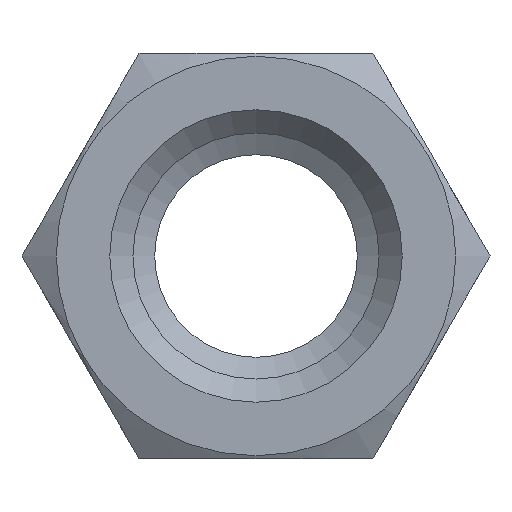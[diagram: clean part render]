
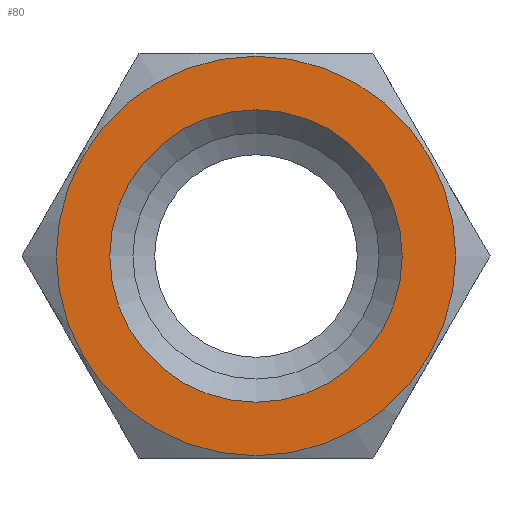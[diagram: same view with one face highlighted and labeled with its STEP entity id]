
A CAD part, front view. The second image highlights one B-rep face of the part: STEP entity #80.
In plain terms, the highlighted planar face has unit normal (0, -1, 0).
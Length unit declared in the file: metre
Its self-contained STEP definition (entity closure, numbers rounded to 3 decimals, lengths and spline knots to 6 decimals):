
#80 = ADVANCED_FACE( 'NONE', ( #174, #175 ), #176, .T. );
#174 = FACE_OUTER_BOUND( '', #279, .T. );
#175 = FACE_BOUND( '', #280, .T. );
#176 = PLANE( '', #281 );
#279 = EDGE_LOOP( '', ( #434 ) );
#280 = EDGE_LOOP( '', ( #435 ) );
#281 = AXIS2_PLACEMENT_3D( '', #436, #437, #438 );
#434 = ORIENTED_EDGE( '', *, *, #551, .T. );
#435 = ORIENTED_EDGE( '', *, *, #559, .F. );
#436 = CARTESIAN_POINT( '', ( 0.0069, 0., 0. ) );
#437 = DIRECTION( '', ( 0., -1., 0. ) );
#438 = DIRECTION( '', ( 0., 0., -1. ) );
#551 = EDGE_CURVE( 'NONE', #644, #644, #645, .T. );
#559 = EDGE_CURVE( 'NONE', #656, #656, #657, .T. );
#644 = VERTEX_POINT( '', #831 );
#645 = CIRCLE( '', #832, 0.0069 );
#656 = VERTEX_POINT( '', #852 );
#657 = CIRCLE( '', #853, 0.00505 );
#831 = CARTESIAN_POINT( '', ( 0., 0., -0.0069 ) );
#832 = AXIS2_PLACEMENT_3D( '', #919, #920, #921 );
#852 = CARTESIAN_POINT( '', ( 0., 0., -0.00505 ) );
#853 = AXIS2_PLACEMENT_3D( '', #929, #930, #931 );
#919 = CARTESIAN_POINT( '', ( 0., 0., 0. ) );
#920 = DIRECTION( '', ( 0., -1., 0. ) );
#921 = DIRECTION( '', ( 0., 0., -1. ) );
#929 = CARTESIAN_POINT( '', ( 0., 0., 0. ) );
#930 = DIRECTION( '', ( 0., -1., 0. ) );
#931 = DIRECTION( '', ( 0., 0., -1. ) );
